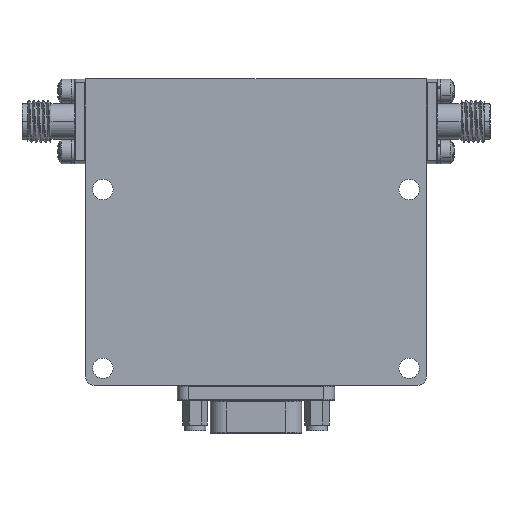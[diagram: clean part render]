
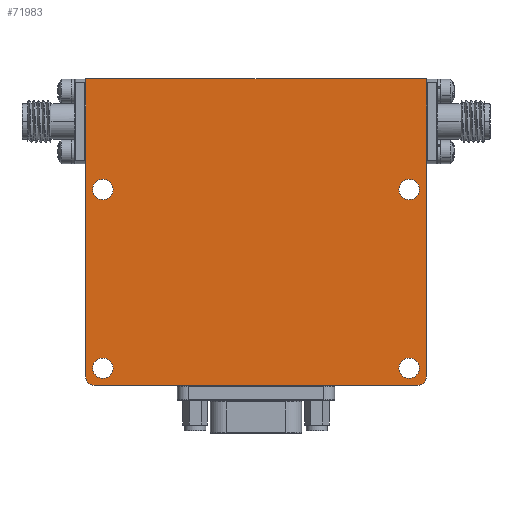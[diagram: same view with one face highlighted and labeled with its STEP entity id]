
A CAD part, front view. The second image highlights one B-rep face of the part: STEP entity #71983.
In plain terms, the highlighted planar face has unit normal (0, -1, 0).
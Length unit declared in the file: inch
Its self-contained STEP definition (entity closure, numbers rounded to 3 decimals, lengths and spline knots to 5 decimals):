
#458 = VECTOR ( 'NONE', #82697, 39.37008 ) ;
#2176 = ORIENTED_EDGE ( 'NONE', *, *, #39989, .T. ) ;
#2384 = CIRCLE ( 'NONE', #57172, 0.06 ) ;
#3525 = CIRCLE ( 'NONE', #77053, 0.06 ) ;
#3617 = EDGE_LOOP ( 'NONE', ( #59208, #12208 ) ) ;
#4215 = DIRECTION ( 'NONE',  ( 0., 1., 0. ) ) ;
#4483 = DIRECTION ( 'NONE',  ( 0., 1., 0. ) ) ;
#4973 = CARTESIAN_POINT ( 'NONE',  ( -0.9, 0., 0.31 ) ) ;
#5184 = CARTESIAN_POINT ( 'NONE',  ( -0.9, 0., -0.8 ) ) ;
#5526 = CIRCLE ( 'NONE', #15587, 0.06 ) ;
#5680 = DIRECTION ( 'NONE',  ( 0., 1., 0. ) ) ;
#6170 = DIRECTION ( 'NONE',  ( 1., 0., 0. ) ) ;
#6470 = FACE_BOUND ( 'NONE', #3617, .T. ) ;
#6755 = VECTOR ( 'NONE', #26885, 39.37008 ) ;
#6920 = FACE_BOUND ( 'NONE', #72401, .T. ) ;
#7284 = CARTESIAN_POINT ( 'NONE',  ( 0.9, 0., -0.74 ) ) ;
#9408 = CIRCLE ( 'NONE', #81458, 0.06 ) ;
#10098 = DIRECTION ( 'NONE',  ( 0., 0., 1. ) ) ;
#10335 = CARTESIAN_POINT ( 'NONE',  ( 0.95, 0., -0.9 ) ) ;
#10444 = EDGE_CURVE ( 'NONE', #79692, #14112, #67503, .T. ) ;
#11314 = ORIENTED_EDGE ( 'NONE', *, *, #60976, .F. ) ;
#11829 = ORIENTED_EDGE ( 'NONE', *, *, #59318, .F. ) ;
#12208 = ORIENTED_EDGE ( 'NONE', *, *, #30542, .T. ) ;
#13502 = ORIENTED_EDGE ( 'NONE', *, *, #10444, .F. ) ;
#14112 = VERTEX_POINT ( 'NONE', #22867 ) ;
#15587 = AXIS2_PLACEMENT_3D ( 'NONE', #48388, #61927, #34425 ) ;
#16562 = AXIS2_PLACEMENT_3D ( 'NONE', #19307, #46831, #74840 ) ;
#17267 = ORIENTED_EDGE ( 'NONE', *, *, #77790, .T. ) ;
#17450 = EDGE_LOOP ( 'NONE', ( #43455, #2176 ) ) ;
#17971 = VERTEX_POINT ( 'NONE', #60699 ) ;
#19307 = CARTESIAN_POINT ( 'NONE',  ( 0.9, 0., 0.25 ) ) ;
#19716 = CARTESIAN_POINT ( 'NONE',  ( 0.9, 0., 0.25 ) ) ;
#22294 = VERTEX_POINT ( 'NONE', #81484 ) ;
#22336 = AXIS2_PLACEMENT_3D ( 'NONE', #37056, #50592, #65507 ) ;
#22867 = CARTESIAN_POINT ( 'NONE',  ( -0.95, 0., -0.9 ) ) ;
#23124 = DIRECTION ( 'NONE',  ( 0., 0., -1. ) ) ;
#25114 = CARTESIAN_POINT ( 'NONE',  ( 1., 0., -0.85 ) ) ;
#25138 = CIRCLE ( 'NONE', #35257, 0.06 ) ;
#25269 = AXIS2_PLACEMENT_3D ( 'NONE', #77658, #4483, #32942 ) ;
#25499 = DIRECTION ( 'NONE',  ( 0., 0., 1. ) ) ;
#25640 = EDGE_LOOP ( 'NONE', ( #29634, #27981, #13502, #11829, #11314, #81464 ) ) ;
#25983 = CARTESIAN_POINT ( 'NONE',  ( -0.95, 0., -0.9 ) ) ;
#26885 = DIRECTION ( 'NONE',  ( -1., 0., 0. ) ) ;
#26898 = AXIS2_PLACEMENT_3D ( 'NONE', #79582, #4215, #10098 ) ;
#27650 = CARTESIAN_POINT ( 'NONE',  ( 1., 0., 0.9 ) ) ;
#27981 = ORIENTED_EDGE ( 'NONE', *, *, #73875, .F. ) ;
#29114 = EDGE_CURVE ( 'NONE', #61472, #87083, #48101, .T. ) ;
#29352 = VERTEX_POINT ( 'NONE', #72330 ) ;
#29495 = CARTESIAN_POINT ( 'NONE',  ( 0.9, 0., -0.8 ) ) ;
#29634 = ORIENTED_EDGE ( 'NONE', *, *, #54198, .F. ) ;
#29741 = CARTESIAN_POINT ( 'NONE',  ( -0.9, 0., 0.19 ) ) ;
#29780 = VERTEX_POINT ( 'NONE', #86293 ) ;
#30360 = PLANE ( 'NONE',  #85530 ) ;
#30542 = EDGE_CURVE ( 'NONE', #22294, #78162, #3525, .T. ) ;
#32942 = DIRECTION ( 'NONE',  ( 0., 0., 1. ) ) ;
#34425 = DIRECTION ( 'NONE',  ( 0., 0., 1. ) ) ;
#35257 = AXIS2_PLACEMENT_3D ( 'NONE', #19716, #45441, #39098 ) ;
#36160 = EDGE_CURVE ( 'NONE', #39222, #29352, #55443, .T. ) ;
#37056 = CARTESIAN_POINT ( 'NONE',  ( -0.95, 0., -0.85 ) ) ;
#39098 = DIRECTION ( 'NONE',  ( 0., 0., 1. ) ) ;
#39222 = VERTEX_POINT ( 'NONE', #73031 ) ;
#39989 = EDGE_CURVE ( 'NONE', #76743, #64115, #5526, .T. ) ;
#43455 = ORIENTED_EDGE ( 'NONE', *, *, #87122, .T. ) ;
#43906 = ORIENTED_EDGE ( 'NONE', *, *, #36160, .T. ) ;
#44320 = CARTESIAN_POINT ( 'NONE',  ( -1., 0., 0.9 ) ) ;
#45441 = DIRECTION ( 'NONE',  ( 0., 1., 0. ) ) ;
#45931 = ORIENTED_EDGE ( 'NONE', *, *, #59942, .T. ) ;
#46831 = DIRECTION ( 'NONE',  ( 0., 1., 0. ) ) ;
#48101 = LINE ( 'NONE', #69785, #66675 ) ;
#48388 = CARTESIAN_POINT ( 'NONE',  ( -0.9, 0., 0.25 ) ) ;
#48414 = FACE_BOUND ( 'NONE', #17450, .T. ) ;
#49516 = CARTESIAN_POINT ( 'NONE',  ( -0.9, 0., 0.25 ) ) ;
#50094 = EDGE_CURVE ( 'NONE', #78162, #22294, #62710, .T. ) ;
#50592 = DIRECTION ( 'NONE',  ( 0., 1., 0. ) ) ;
#54198 = EDGE_CURVE ( 'NONE', #17971, #61472, #70413, .T. ) ;
#55443 = CIRCLE ( 'NONE', #16562, 0.06 ) ;
#57172 = AXIS2_PLACEMENT_3D ( 'NONE', #29495, #84051, #76428 ) ;
#58474 = DIRECTION ( 'NONE',  ( 0., 1., 0. ) ) ;
#59208 = ORIENTED_EDGE ( 'NONE', *, *, #50094, .T. ) ;
#59318 = EDGE_CURVE ( 'NONE', #80160, #79692, #77213, .T. ) ;
#59787 = ORIENTED_EDGE ( 'NONE', *, *, #61968, .T. ) ;
#59942 = EDGE_CURVE ( 'NONE', #29780, #89171, #87431, .T. ) ;
#60546 = EDGE_LOOP ( 'NONE', ( #43906, #59787 ) ) ;
#60699 = CARTESIAN_POINT ( 'NONE',  ( -1., 0., -0.85 ) ) ;
#60976 = EDGE_CURVE ( 'NONE', #87083, #80160, #61962, .T. ) ;
#61472 = VERTEX_POINT ( 'NONE', #44320 ) ;
#61753 = DIRECTION ( 'NONE',  ( 0., 1., 0. ) ) ;
#61927 = DIRECTION ( 'NONE',  ( 0., 1., 0. ) ) ;
#61962 = LINE ( 'NONE', #27650, #458 ) ;
#61968 = EDGE_CURVE ( 'NONE', #29352, #39222, #25138, .T. ) ;
#62710 = CIRCLE ( 'NONE', #25269, 0.06 ) ;
#63113 = DIRECTION ( 'NONE',  ( 0., 0., 1. ) ) ;
#63302 = CARTESIAN_POINT ( 'NONE',  ( -0.95, 0., -0.85 ) ) ;
#63629 = DIRECTION ( 'NONE',  ( 0., 0., 1. ) ) ;
#63741 = DIRECTION ( 'NONE',  ( 0., -1., 0. ) ) ;
#64065 = CARTESIAN_POINT ( 'NONE',  ( -1., 0., 0.9 ) ) ;
#64115 = VERTEX_POINT ( 'NONE', #4973 ) ;
#65507 = DIRECTION ( 'NONE',  ( 0., 0., -1. ) ) ;
#66675 = VECTOR ( 'NONE', #6170, 39.37008 ) ;
#67503 = LINE ( 'NONE', #25983, #6755 ) ;
#68282 = FACE_BOUND ( 'NONE', #60546, .T. ) ;
#69785 = CARTESIAN_POINT ( 'NONE',  ( -1., 0., 0.9 ) ) ;
#70413 = LINE ( 'NONE', #64065, #75112 ) ;
#71983 = ADVANCED_FACE ( 'NONE', ( #6920, #68282, #48414, #6470, #75960 ), #30360, .T. ) ;
#72330 = CARTESIAN_POINT ( 'NONE',  ( 0.9, 0., 0.19 ) ) ;
#72401 = EDGE_LOOP ( 'NONE', ( #17267, #45931 ) ) ;
#73031 = CARTESIAN_POINT ( 'NONE',  ( 0.9, 0., 0.31 ) ) ;
#73875 = EDGE_CURVE ( 'NONE', #14112, #17971, #85706, .T. ) ;
#74840 = DIRECTION ( 'NONE',  ( 0., 0., 1. ) ) ;
#75112 = VECTOR ( 'NONE', #63629, 39.37008 ) ;
#75960 = FACE_OUTER_BOUND ( 'NONE', #25640, .T. ) ;
#76428 = DIRECTION ( 'NONE',  ( 0., 0., 1. ) ) ;
#76743 = VERTEX_POINT ( 'NONE', #29741 ) ;
#77053 = AXIS2_PLACEMENT_3D ( 'NONE', #5184, #58474, #25499 ) ;
#77213 = CIRCLE ( 'NONE', #78701, 0.05 ) ;
#77658 = CARTESIAN_POINT ( 'NONE',  ( -0.9, 0., -0.8 ) ) ;
#77790 = EDGE_CURVE ( 'NONE', #89171, #29780, #2384, .T. ) ;
#78162 = VERTEX_POINT ( 'NONE', #85310 ) ;
#78701 = AXIS2_PLACEMENT_3D ( 'NONE', #81016, #5680, #87344 ) ;
#79582 = CARTESIAN_POINT ( 'NONE',  ( 0.9, 0., -0.8 ) ) ;
#79692 = VERTEX_POINT ( 'NONE', #10335 ) ;
#80160 = VERTEX_POINT ( 'NONE', #25114 ) ;
#81016 = CARTESIAN_POINT ( 'NONE',  ( 0.95, 0., -0.85 ) ) ;
#81458 = AXIS2_PLACEMENT_3D ( 'NONE', #49516, #61753, #63113 ) ;
#81464 = ORIENTED_EDGE ( 'NONE', *, *, #29114, .F. ) ;
#81484 = CARTESIAN_POINT ( 'NONE',  ( -0.9, 0., -0.86 ) ) ;
#82697 = DIRECTION ( 'NONE',  ( 0., 0., -1. ) ) ;
#84051 = DIRECTION ( 'NONE',  ( 0., 1., 0. ) ) ;
#85310 = CARTESIAN_POINT ( 'NONE',  ( -0.9, 0., -0.74 ) ) ;
#85530 = AXIS2_PLACEMENT_3D ( 'NONE', #63302, #63741, #23124 ) ;
#85706 = CIRCLE ( 'NONE', #22336, 0.05 ) ;
#86293 = CARTESIAN_POINT ( 'NONE',  ( 0.9, 0., -0.86 ) ) ;
#87083 = VERTEX_POINT ( 'NONE', #89269 ) ;
#87122 = EDGE_CURVE ( 'NONE', #64115, #76743, #9408, .T. ) ;
#87344 = DIRECTION ( 'NONE',  ( 0., 0., -1. ) ) ;
#87431 = CIRCLE ( 'NONE', #26898, 0.06 ) ;
#89171 = VERTEX_POINT ( 'NONE', #7284 ) ;
#89269 = CARTESIAN_POINT ( 'NONE',  ( 1., 0., 0.9 ) ) ;
